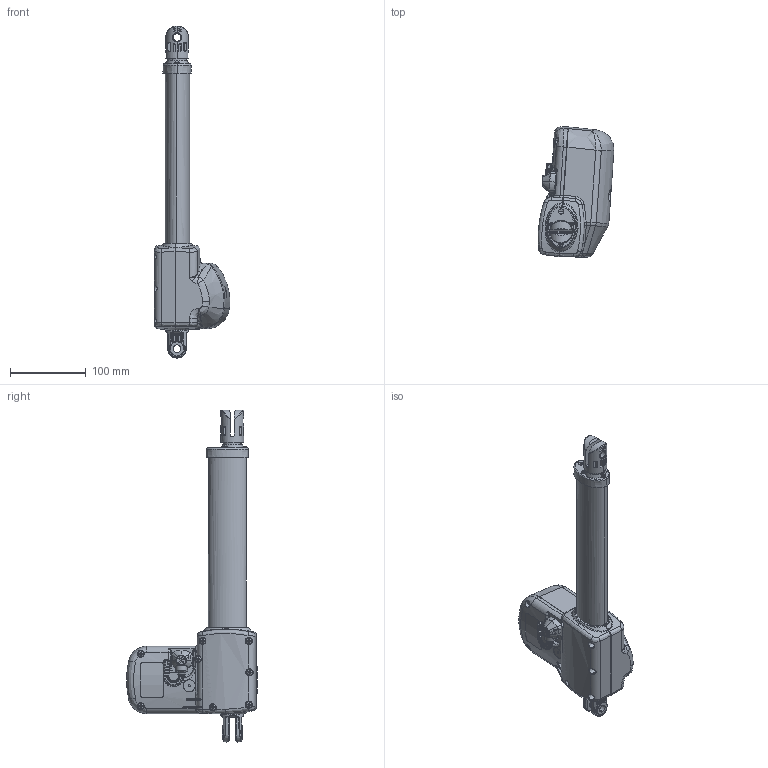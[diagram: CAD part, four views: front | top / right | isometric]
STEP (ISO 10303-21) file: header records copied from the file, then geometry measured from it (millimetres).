
FILE_DESCRIPTION (( 'STEP AP203' ), '1' );
FILE_NAME ('Megamat 4.STEP', '2013-06-25T09:54:14', ( 'admin' ), ( 'Hewlett-Packard Company' ), 'SwSTEP 2.0', 'SolidWorks 2012', '' );
FILE_SCHEMA (( 'CONFIG_CONTROL_DESIGN' ));
Products named in the file (1): Megamat 4
Bounding box: 99.87 x 171.93 x 437.46 mm (x, y, z)
Volume: 1493589.6 mm3; surface area: 115325.5 mm2
Topology: 1 solids, 1 shells, 1483 faces, 3666 edges, 2229 vertices
Faces by surface type: plane 538, bspline 355, cylinder 327, cone 90, sphere 88, torus 85
Entity records: 61222 total; most frequent: CARTESIAN_POINT 29234, ORIENTED_EDGE 7270, DIRECTION 5967, EDGE_CURVE 3635, AXIS2_PLACEMENT_3D 2353, VERTEX_POINT 2229, EDGE_LOOP 1568, ADVANCED_FACE 1483
